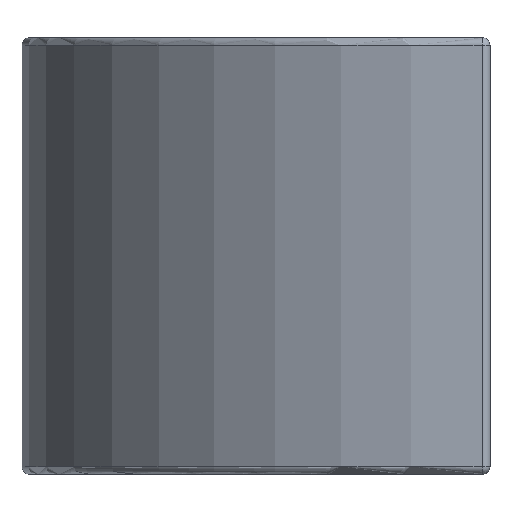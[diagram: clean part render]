
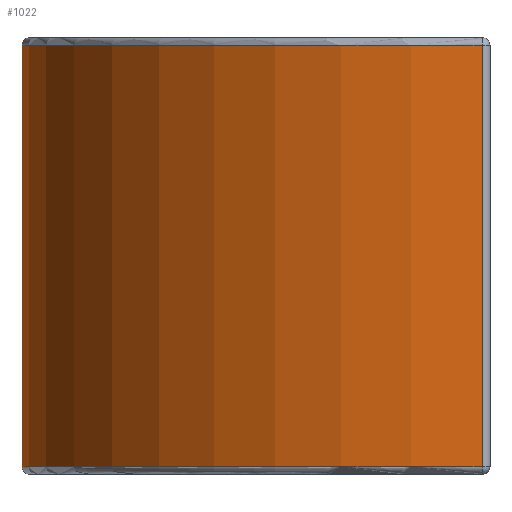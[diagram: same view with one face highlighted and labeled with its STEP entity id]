
A CAD part, left-side view. The second image highlights one B-rep face of the part: STEP entity #1022.
In plain terms, the highlighted cylindrical face has radius 60 mm (diameter 120 mm), a partial arc.
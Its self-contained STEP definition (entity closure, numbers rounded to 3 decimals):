
#47 = AXIS2_PLACEMENT_3D ( 'NONE', #1300, #1298, #1296 ) ;
#48 = AXIS2_PLACEMENT_3D ( 'NONE', #1305, #1304, #1303 ) ;
#199 = AXIS2_PLACEMENT_3D ( 'NONE', #2299, #2303, #2310 ) ;
#524 = VERTEX_POINT ( 'NONE', #3755 ) ;
#537 = VERTEX_POINT ( 'NONE', #3743 ) ;
#555 = VERTEX_POINT ( 'NONE', #3724 ) ;
#568 = VERTEX_POINT ( 'NONE', #3710 ) ;
#1022 = ADVANCED_FACE ( 'NONE', ( #3472 ), #3470, .T. ) ;
#1296 = DIRECTION ( 'NONE',  ( 1., 0., 0. ) ) ;
#1298 = DIRECTION ( 'NONE',  ( 0., 0., 1. ) ) ;
#1300 = CARTESIAN_POINT ( 'NONE',  ( 32.58, -13.649, 1. ) ) ;
#1303 = DIRECTION ( 'NONE',  ( 1., 0., 0. ) ) ;
#1304 = DIRECTION ( 'NONE',  ( 0., 0., -1. ) ) ;
#1305 = CARTESIAN_POINT ( 'NONE',  ( 32.58, -13.649, 55. ) ) ;
#1329 = DIRECTION ( 'NONE',  ( 0., 0., -1. ) ) ;
#1330 = CARTESIAN_POINT ( 'NONE',  ( 31.563, 46.343, 56. ) ) ;
#1417 = CARTESIAN_POINT ( 'NONE',  ( -27.411, -12.632, 56. ) ) ;
#1426 = DIRECTION ( 'NONE',  ( 0., 0., -1. ) ) ;
#1790 = CIRCLE ( 'NONE', #48, 60. ) ;
#1792 = CIRCLE ( 'NONE', #47, 60. ) ;
#1795 = VECTOR ( 'NONE', #1329, 1000. ) ;
#1798 = LINE ( 'NONE', #1330, #1795 ) ;
#1835 = VECTOR ( 'NONE', #1426, 1000. ) ;
#1846 = LINE ( 'NONE', #1417, #1835 ) ;
#2299 = CARTESIAN_POINT ( 'NONE',  ( 32.58, -13.649, 56. ) ) ;
#2303 = DIRECTION ( 'NONE',  ( 0., 0., -1. ) ) ;
#2310 = DIRECTION ( 'NONE',  ( -1., 0., 0. ) ) ;
#2439 = EDGE_LOOP ( 'NONE', ( #3249, #3181, #3244, #3577 ) ) ;
#3181 = ORIENTED_EDGE ( 'NONE', *, *, #4282, .T. ) ;
#3244 = ORIENTED_EDGE ( 'NONE', *, *, #4277, .T. ) ;
#3249 = ORIENTED_EDGE ( 'NONE', *, *, #4252, .F. ) ;
#3470 = CYLINDRICAL_SURFACE ( 'NONE', #199, 60. ) ;
#3472 = FACE_OUTER_BOUND ( 'NONE', #2439, .T. ) ;
#3577 = ORIENTED_EDGE ( 'NONE', *, *, #4283, .T. ) ;
#3710 = CARTESIAN_POINT ( 'NONE',  ( -27.411, -12.632, 1. ) ) ;
#3724 = CARTESIAN_POINT ( 'NONE',  ( 31.563, 46.343, 55. ) ) ;
#3743 = CARTESIAN_POINT ( 'NONE',  ( 31.563, 46.343, 1. ) ) ;
#3755 = CARTESIAN_POINT ( 'NONE',  ( -27.411, -12.632, 55. ) ) ;
#4252 = EDGE_CURVE ( 'NONE', #524, #568, #1846, .T. ) ;
#4277 = EDGE_CURVE ( 'NONE', #555, #537, #1798, .T. ) ;
#4282 = EDGE_CURVE ( 'NONE', #524, #555, #1790, .T. ) ;
#4283 = EDGE_CURVE ( 'NONE', #537, #568, #1792, .T. ) ;
